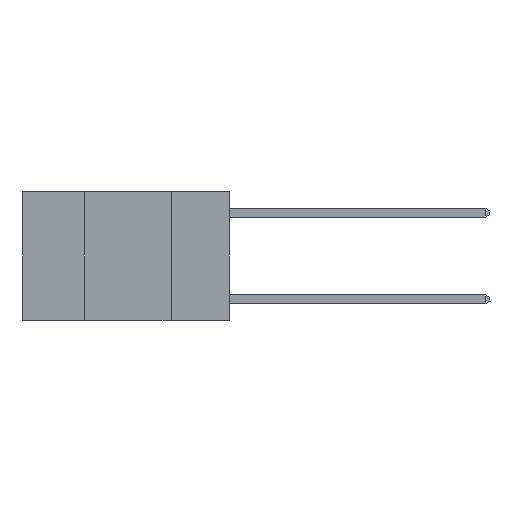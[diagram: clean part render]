
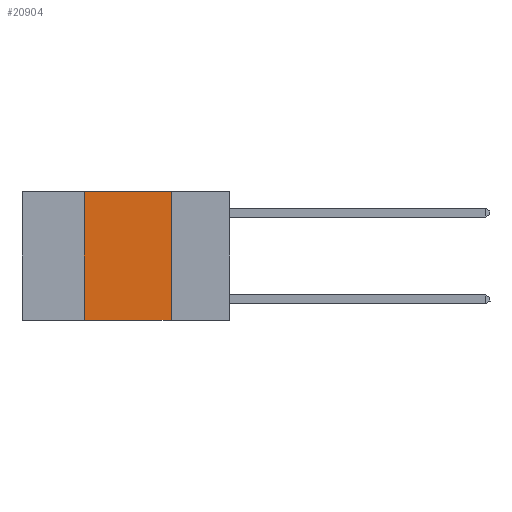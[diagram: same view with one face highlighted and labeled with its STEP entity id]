
A CAD part, left-side view. The second image highlights one B-rep face of the part: STEP entity #20904.
In plain terms, the highlighted planar face has unit normal (-1, 0, 0).
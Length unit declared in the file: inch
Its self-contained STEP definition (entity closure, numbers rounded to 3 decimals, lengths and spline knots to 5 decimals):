
#1865 = CARTESIAN_POINT ( 'NONE',  ( 0., 0.6, 0. ) ) ;
#2751 = ORIENTED_EDGE ( 'NONE', *, *, #2957, .F. ) ;
#2957 = EDGE_CURVE ( 'NONE', #18739, #3895, #9899, .T. ) ;
#3054 = DIRECTION ( 'NONE',  ( 0., -1., 0. ) ) ;
#3302 = VECTOR ( 'NONE', #6865, 39.37008 ) ;
#3895 = VERTEX_POINT ( 'NONE', #8121 ) ;
#3936 = PLANE ( 'NONE',  #25085 ) ;
#4966 = DIRECTION ( 'NONE',  ( 0., 0., 1. ) ) ;
#5745 = EDGE_CURVE ( 'NONE', #9604, #10055, #19305, .T. ) ;
#6036 = DIRECTION ( 'NONE',  ( 1., 0., 0. ) ) ;
#6182 = VECTOR ( 'NONE', #14793, 39.37008 ) ;
#6865 = DIRECTION ( 'NONE',  ( 0., 0., -1. ) ) ;
#7076 = EDGE_CURVE ( 'NONE', #3895, #9604, #20827, .T. ) ;
#7959 = FACE_OUTER_BOUND ( 'NONE', #16214, .T. ) ;
#8121 = CARTESIAN_POINT ( 'NONE',  ( 0., 0.42, 0. ) ) ;
#9604 = VERTEX_POINT ( 'NONE', #15553 ) ;
#9899 = LINE ( 'NONE', #18951, #15842 ) ;
#10055 = VERTEX_POINT ( 'NONE', #15282 ) ;
#11652 = EDGE_CURVE ( 'NONE', #18739, #10055, #16916, .T. ) ;
#14793 = DIRECTION ( 'NONE',  ( 0., -1., 0. ) ) ;
#15282 = CARTESIAN_POINT ( 'NONE',  ( 0., 0.17, -0.37 ) ) ;
#15553 = CARTESIAN_POINT ( 'NONE',  ( 0., 0.17, 0. ) ) ;
#15842 = VECTOR ( 'NONE', #4966, 39.37008 ) ;
#16214 = EDGE_LOOP ( 'NONE', ( #18138, #23438, #2751, #19391 ) ) ;
#16916 = LINE ( 'NONE', #19104, #21537 ) ;
#18138 = ORIENTED_EDGE ( 'NONE', *, *, #5745, .F. ) ;
#18739 = VERTEX_POINT ( 'NONE', #24185 ) ;
#18951 = CARTESIAN_POINT ( 'NONE',  ( 0., 0.42, 0. ) ) ;
#19104 = CARTESIAN_POINT ( 'NONE',  ( 0., 0.6, -0.37 ) ) ;
#19305 = LINE ( 'NONE', #24809, #3302 ) ;
#19391 = ORIENTED_EDGE ( 'NONE', *, *, #11652, .T. ) ;
#19957 = DIRECTION ( 'NONE',  ( 0., 0., -1. ) ) ;
#20827 = LINE ( 'NONE', #24755, #6182 ) ;
#20904 = ADVANCED_FACE ( 'NONE', ( #7959 ), #3936, .F. ) ;
#21537 = VECTOR ( 'NONE', #3054, 39.37008 ) ;
#23438 = ORIENTED_EDGE ( 'NONE', *, *, #7076, .F. ) ;
#24185 = CARTESIAN_POINT ( 'NONE',  ( 0., 0.42, -0.37 ) ) ;
#24755 = CARTESIAN_POINT ( 'NONE',  ( 0., 0.6, 0. ) ) ;
#24809 = CARTESIAN_POINT ( 'NONE',  ( 0., 0.17, 0. ) ) ;
#25085 = AXIS2_PLACEMENT_3D ( 'NONE', #1865, #6036, #19957 ) ;
